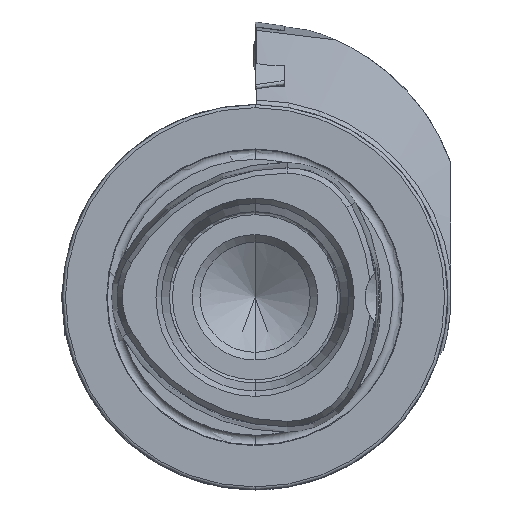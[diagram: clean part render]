
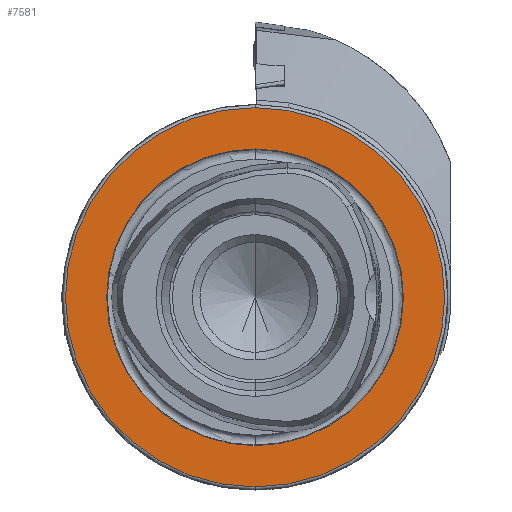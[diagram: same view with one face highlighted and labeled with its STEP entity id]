
A CAD part, left-side view. The second image highlights one B-rep face of the part: STEP entity #7581.
In plain terms, the highlighted planar face has unit normal (-1, 0, 0).
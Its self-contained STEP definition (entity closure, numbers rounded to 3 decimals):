
#339 = CARTESIAN_POINT ( 'NONE',  ( 0., 0., 0. ) ) ;
#652 = ORIENTED_EDGE ( 'NONE', *, *, #13152, .T. ) ;
#1540 = VERTEX_POINT ( 'NONE', #6643 ) ;
#1995 = CIRCLE ( 'NONE', #5506, 31. ) ;
#2459 = FACE_BOUND ( 'NONE', #10546, .T. ) ;
#2664 = CARTESIAN_POINT ( 'NONE',  ( 0., 0., -24.25 ) ) ;
#2869 = CIRCLE ( 'NONE', #11811, 24.25 ) ;
#2995 = DIRECTION ( 'NONE',  ( 0., 0., -1. ) ) ;
#3518 = AXIS2_PLACEMENT_3D ( 'NONE', #339, #12772, #9554 ) ;
#3633 = CARTESIAN_POINT ( 'NONE',  ( 0., 0., 0. ) ) ;
#3759 = DIRECTION ( 'NONE',  ( -1., 0., 0. ) ) ;
#3954 = CIRCLE ( 'NONE', #3518, 24.25 ) ;
#3955 = CARTESIAN_POINT ( 'NONE',  ( 0., 0., 0. ) ) ;
#4484 = CARTESIAN_POINT ( 'NONE',  ( 0., 0., 31. ) ) ;
#5506 = AXIS2_PLACEMENT_3D ( 'NONE', #3955, #13235, #2995 ) ;
#5614 = FACE_OUTER_BOUND ( 'NONE', #11565, .T. ) ;
#6030 = DIRECTION ( 'NONE',  ( 0., 0., -1. ) ) ;
#6606 = ORIENTED_EDGE ( 'NONE', *, *, #7811, .F. ) ;
#6607 = VERTEX_POINT ( 'NONE', #4484 ) ;
#6643 = CARTESIAN_POINT ( 'NONE',  ( 0., 0., 24.25 ) ) ;
#7446 = EDGE_CURVE ( 'NONE', #1540, #8810, #3954, .T. ) ;
#7581 = ADVANCED_FACE ( 'NONE', ( #2459, #5614 ), #10920, .T. ) ;
#7720 = CARTESIAN_POINT ( 'NONE',  ( 0., 24.25, 0. ) ) ;
#7790 = DIRECTION ( 'NONE',  ( 1., 0., 0. ) ) ;
#7811 = EDGE_CURVE ( 'NONE', #8169, #6607, #1995, .T. ) ;
#8114 = CIRCLE ( 'NONE', #10956, 31. ) ;
#8169 = VERTEX_POINT ( 'NONE', #11431 ) ;
#8478 = EDGE_CURVE ( 'NONE', #6607, #8169, #8114, .T. ) ;
#8810 = VERTEX_POINT ( 'NONE', #2664 ) ;
#8867 = DIRECTION ( 'NONE',  ( 0., 0., 1. ) ) ;
#9181 = AXIS2_PLACEMENT_3D ( 'NONE', #7720, #3759, #8867 ) ;
#9227 = CARTESIAN_POINT ( 'NONE',  ( 0., 0., 0. ) ) ;
#9554 = DIRECTION ( 'NONE',  ( 0., 0., -1. ) ) ;
#9702 = DIRECTION ( 'NONE',  ( 0., 0., -1. ) ) ;
#10546 = EDGE_LOOP ( 'NONE', ( #13489, #652 ) ) ;
#10920 = PLANE ( 'NONE',  #9181 ) ;
#10956 = AXIS2_PLACEMENT_3D ( 'NONE', #9227, #13455, #6030 ) ;
#11431 = CARTESIAN_POINT ( 'NONE',  ( 0., 0., -31. ) ) ;
#11565 = EDGE_LOOP ( 'NONE', ( #6606, #11972 ) ) ;
#11811 = AXIS2_PLACEMENT_3D ( 'NONE', #3633, #7790, #9702 ) ;
#11972 = ORIENTED_EDGE ( 'NONE', *, *, #8478, .F. ) ;
#12772 = DIRECTION ( 'NONE',  ( 1., 0., 0. ) ) ;
#13152 = EDGE_CURVE ( 'NONE', #8810, #1540, #2869, .T. ) ;
#13235 = DIRECTION ( 'NONE',  ( 1., 0., 0. ) ) ;
#13455 = DIRECTION ( 'NONE',  ( 1., 0., 0. ) ) ;
#13489 = ORIENTED_EDGE ( 'NONE', *, *, #7446, .T. ) ;
